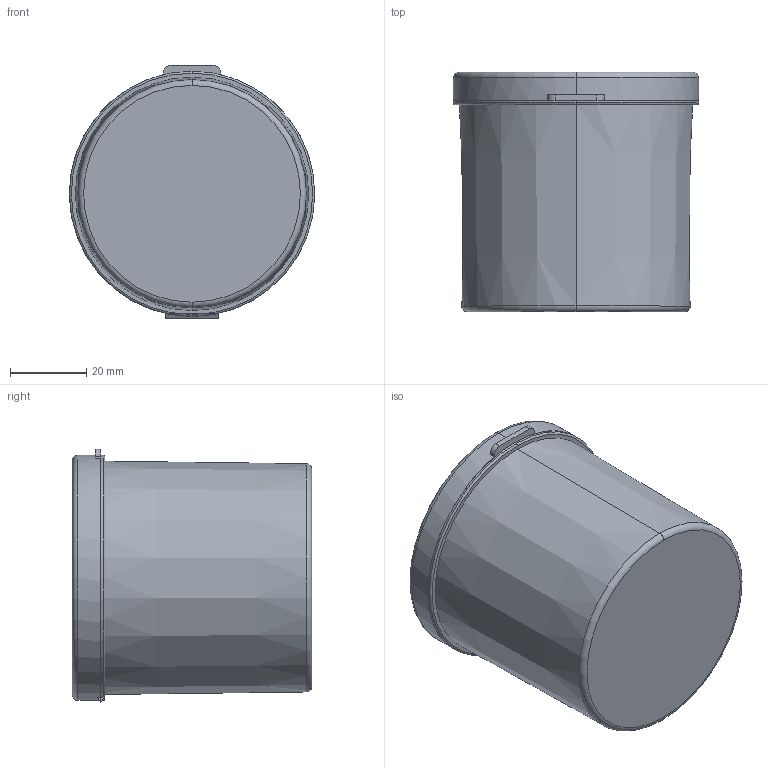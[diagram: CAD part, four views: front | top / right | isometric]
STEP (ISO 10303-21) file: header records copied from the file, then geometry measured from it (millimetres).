
FILE_DESCRIPTION (( 'STEP AP214' ), '1' );
FILE_NAME ('B177 Êîðîáêà ïëàñòèêîâàÿ, O60x60 ìì.STEP', '2020-04-06T12:41:59', ( '' ), ( '' ), 'SwSTEP 2.0', 'SolidWorks 2020', '' );
FILE_SCHEMA (( 'AUTOMOTIVE_DESIGN' ));
Length unit declared in the file: millimetre
Products named in the file (3): B177 Êîðîáêà ïëàñòèêîâàÿ, O60x60 ìì; B177 Åìêîñòü; B177 Êðûøêà
Assembly tree (2 placements, depth 2):
  B177 Êîðîáêà ïëàñòèêîâàÿ, O60x60 ìì
    B177 Åìêîñòü
    B177 Êðûøêà
Bounding box: 64.5 x 63 x 66.77 mm (x, y, z)
Volume: 19418.9 mm3; surface area: 38423.2 mm2
Topology: 5 solids, 5 shells, 60 faces, 120 edges, 76 vertices
Faces by surface type: plane 26, cylinder 16, torus 10, cone 8
Entity records: 1717 total; most frequent: DIRECTION 318, CARTESIAN_POINT 261, ORIENTED_EDGE 240, AXIS2_PLACEMENT_3D 133, EDGE_CURVE 120, VERTEX_POINT 76, CIRCLE 68, EDGE_LOOP 68
